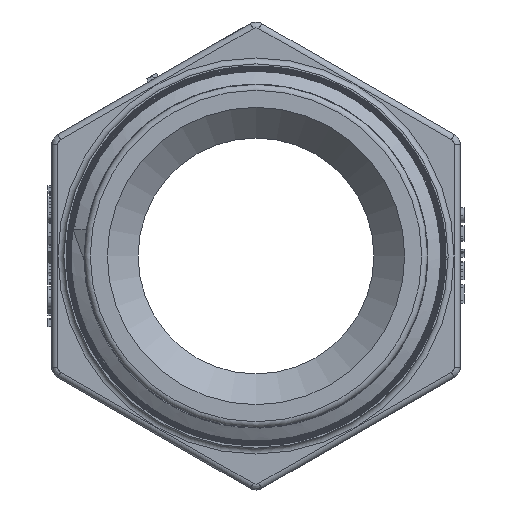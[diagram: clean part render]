
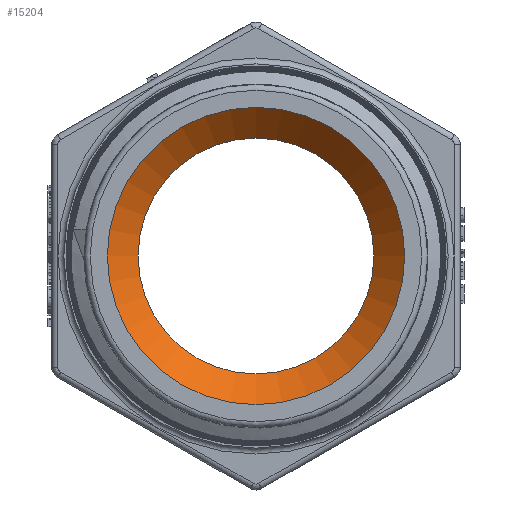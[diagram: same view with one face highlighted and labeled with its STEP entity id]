
A CAD part, left-side view. The second image highlights one B-rep face of the part: STEP entity #15204.
In plain terms, the highlighted conical face has half-angle 45 degrees and reference radius 17.081 mm.
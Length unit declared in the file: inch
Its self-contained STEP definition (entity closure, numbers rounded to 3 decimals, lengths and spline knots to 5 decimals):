
#15170=CARTESIAN_POINT('',(-0.133,0.595,0.0));
#15171=VERTEX_POINT('',#15170);
#15172=CARTESIAN_POINT('',(-0.133,0.0,0.0));
#15173=DIRECTION('',(1.0,0.0,0.0));
#15174=DIRECTION('',(0.0,1.0,0.0));
#15175=AXIS2_PLACEMENT_3D('',#15172,#15173,#15174);
#15176=CIRCLE('',#15175,0.595);
#15177=EDGE_CURVE('',#15171,#15171,#15176,.T.);
#15185=CARTESIAN_POINT('',(-0.2105,0.0,0.0));
#15186=DIRECTION('',(-1.0,0.0,0.0));
#15187=DIRECTION('',(0.0,1.0,0.0));
#15188=AXIS2_PLACEMENT_3D('',#15185,#15186,#15187);
#15189=CONICAL_SURFACE('',#15188,0.6725,45.);
#15190=CARTESIAN_POINT('',(-0.288,0.75,0.0));
#15191=VERTEX_POINT('',#15190);
#15192=CARTESIAN_POINT('',(-0.288,0.0,0.0));
#15193=DIRECTION('',(1.0,0.0,0.0));
#15194=DIRECTION('',(0.0,1.0,0.0));
#15195=AXIS2_PLACEMENT_3D('',#15192,#15193,#15194);
#15196=CIRCLE('',#15195,0.75);
#15197=EDGE_CURVE('',#15191,#15191,#15196,.T.);
#15198=ORIENTED_EDGE('',*,*,#15197,.F.);
#15199=EDGE_LOOP('',(#15198));
#15200=FACE_OUTER_BOUND('',#15199,.T.);
#15201=ORIENTED_EDGE('',*,*,#15177,.T.);
#15202=EDGE_LOOP('',(#15201));
#15203=FACE_BOUND('',#15202,.T.);
#15204=ADVANCED_FACE('',(#15200,#15203),#15189,.F.);
